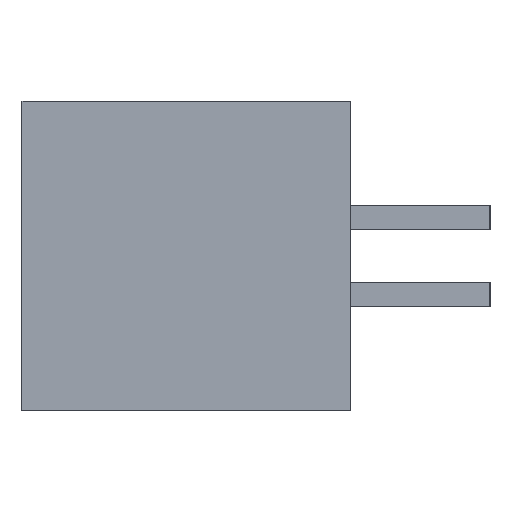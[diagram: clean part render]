
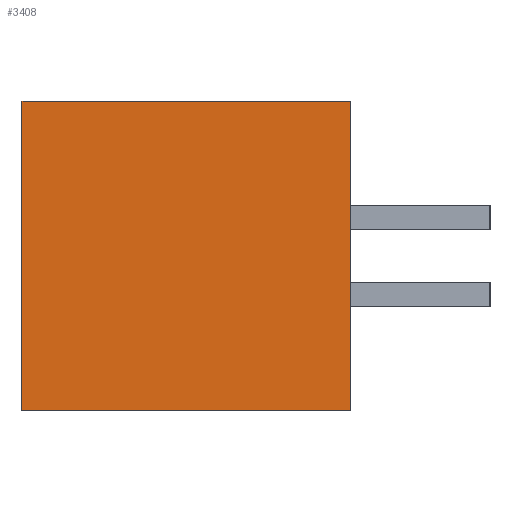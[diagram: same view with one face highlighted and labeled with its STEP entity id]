
A CAD part, left-side view. The second image highlights one B-rep face of the part: STEP entity #3408.
In plain terms, the highlighted planar face has unit normal (-1, 0, 0).
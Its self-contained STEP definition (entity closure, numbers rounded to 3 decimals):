
#1=DIRECTION('',(0.,-1.,0.));
#2=VECTOR('',#1,5.4);
#3=CARTESIAN_POINT('',(-9.5,5.4,2.55));
#4=LINE('3829',#3,#2);
#5=DIRECTION('',(0.,0.,-1.));
#6=VECTOR('',#5,5.1);
#7=CARTESIAN_POINT('',(-9.5,0.,2.55));
#8=LINE('3830',#7,#6);
#9=DIRECTION('',(0.,1.,0.));
#10=VECTOR('',#9,5.4);
#11=CARTESIAN_POINT('',(-9.5,0.,-2.55));
#12=LINE('3831',#11,#10);
#13=DIRECTION('',(0.,0.,1.));
#14=VECTOR('',#13,5.1);
#15=CARTESIAN_POINT('',(-9.5,5.4,-2.55));
#16=LINE('3832',#15,#14);
#2545=CARTESIAN_POINT('',(-9.5,5.4,2.55));
#2546=CARTESIAN_POINT('',(-9.5,0.,2.55));
#2547=VERTEX_POINT('',#2545);
#2548=VERTEX_POINT('',#2546);
#2549=CARTESIAN_POINT('',(-9.5,0.,-2.55));
#2550=VERTEX_POINT('',#2549);
#2551=CARTESIAN_POINT('',(-9.5,5.4,-2.55));
#2552=VERTEX_POINT('',#2551);
#3393=CARTESIAN_POINT('',(-9.5,0.,0.));
#3394=DIRECTION('',(1.,0.,0.));
#3395=DIRECTION('',(0.,0.,-1.));
#3396=AXIS2_PLACEMENT_3D('',#3393,#3394,#3395);
#3397=PLANE('3575',#3396);
#3399=ORIENTED_EDGE('3829',*,*,#3398,.T.);
#3401=ORIENTED_EDGE('3830',*,*,#3400,.T.);
#3403=ORIENTED_EDGE('3831',*,*,#3402,.T.);
#3405=ORIENTED_EDGE('3832',*,*,#3404,.T.);
#3406=EDGE_LOOP('3575',(#3399,#3401,#3403,#3405));
#3407=FACE_OUTER_BOUND('3575',#3406,.F.);
#3408=ADVANCED_FACE('3575',(#3407),#3397,.F.);
#3398=EDGE_CURVE('3829',#2547,#2548,#4,.T.);
#3400=EDGE_CURVE('3830',#2548,#2550,#8,.T.);
#3402=EDGE_CURVE('3831',#2550,#2552,#12,.T.);
#3404=EDGE_CURVE('3832',#2552,#2547,#16,.T.);
